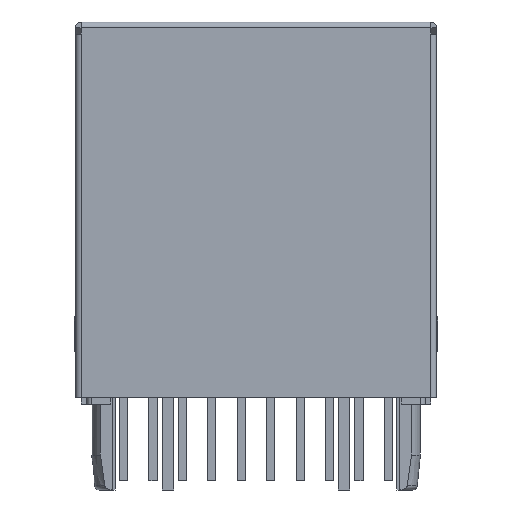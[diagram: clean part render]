
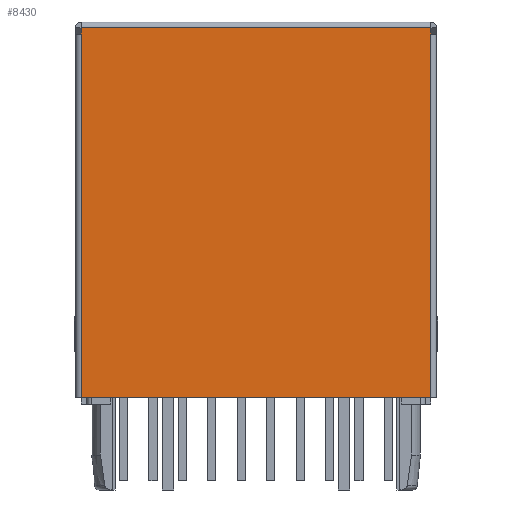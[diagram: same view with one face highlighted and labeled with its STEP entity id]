
A CAD part, front view. The second image highlights one B-rep face of the part: STEP entity #8430.
In plain terms, the highlighted planar face has unit normal (0, -1, 0).
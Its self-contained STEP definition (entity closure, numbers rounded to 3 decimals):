
#33 = ORIENTED_EDGE ( 'NONE', *, *, #4696, .F. ) ;
#233 = CARTESIAN_POINT ( 'NONE',  ( -7.55, -8.25, 7.975 ) ) ;
#589 = EDGE_CURVE ( 'NONE', #13221, #4285, #6168, .T. ) ;
#734 = PLANE ( 'NONE',  #13115 ) ;
#1061 = CARTESIAN_POINT ( 'NONE',  ( -7.55, -8.25, 7.975 ) ) ;
#1392 = CARTESIAN_POINT ( 'NONE',  ( -7.55, -8.25, -7.975 ) ) ;
#1586 = CARTESIAN_POINT ( 'NONE',  ( -7.55, -8.25, -7.975 ) ) ;
#2366 = DIRECTION ( 'NONE',  ( 0., 0., 1. ) ) ;
#2375 = LINE ( 'NONE', #1061, #10485 ) ;
#2823 = VECTOR ( 'NONE', #14111, 1000. ) ;
#2862 = EDGE_CURVE ( 'NONE', #14003, #11358, #9824, .T. ) ;
#2956 = CARTESIAN_POINT ( 'NONE',  ( 7.55, -8.25, -7.975 ) ) ;
#2968 = ORIENTED_EDGE ( 'NONE', *, *, #6373, .F. ) ;
#3918 = ORIENTED_EDGE ( 'NONE', *, *, #9220, .T. ) ;
#3958 = DIRECTION ( 'NONE',  ( -1., 0., 0. ) ) ;
#3959 = CARTESIAN_POINT ( 'NONE',  ( 7.55, -8.25, 7.706 ) ) ;
#4285 = VERTEX_POINT ( 'NONE', #1392 ) ;
#4356 = ORIENTED_EDGE ( 'NONE', *, *, #2862, .F. ) ;
#4620 = CARTESIAN_POINT ( 'NONE',  ( 7.55, -8.25, 7.975 ) ) ;
#4696 = EDGE_CURVE ( 'NONE', #7151, #14003, #10087, .T. ) ;
#5400 = CARTESIAN_POINT ( 'NONE',  ( 7.55, -8.25, 7.706 ) ) ;
#5419 = VECTOR ( 'NONE', #13596, 1000. ) ;
#5709 = DIRECTION ( 'NONE',  ( 0., 0., 1. ) ) ;
#6168 = LINE ( 'NONE', #1586, #12918 ) ;
#6362 = DIRECTION ( 'NONE',  ( 0., 0., -1. ) ) ;
#6373 = EDGE_CURVE ( 'NONE', #14410, #7151, #2375, .T. ) ;
#6448 = VECTOR ( 'NONE', #2366, 1000. ) ;
#6449 = VECTOR ( 'NONE', #6362, 1000. ) ;
#7128 = ORIENTED_EDGE ( 'NONE', *, *, #10991, .F. ) ;
#7151 = VERTEX_POINT ( 'NONE', #13743 ) ;
#7464 = DIRECTION ( 'NONE',  ( 0., -1., 0. ) ) ;
#8348 = CARTESIAN_POINT ( 'NONE',  ( 0., -8.25, 8.225 ) ) ;
#8430 = ADVANCED_FACE ( 'NONE', ( #13995 ), #734, .T. ) ;
#8562 = DIRECTION ( 'NONE',  ( 0., 0., -1. ) ) ;
#9220 = EDGE_CURVE ( 'NONE', #13221, #11358, #9638, .T. ) ;
#9638 = LINE ( 'NONE', #3959, #2823 ) ;
#9824 = LINE ( 'NONE', #2956, #6449 ) ;
#9903 = CARTESIAN_POINT ( 'NONE',  ( -7.55, -8.25, 7.706 ) ) ;
#10087 = LINE ( 'NONE', #4620, #5419 ) ;
#10346 = LINE ( 'NONE', #233, #6448 ) ;
#10485 = VECTOR ( 'NONE', #5709, 1000. ) ;
#10991 = EDGE_CURVE ( 'NONE', #4285, #14410, #10346, .T. ) ;
#11343 = CARTESIAN_POINT ( 'NONE',  ( 7.55, -8.25, -7.975 ) ) ;
#11358 = VERTEX_POINT ( 'NONE', #5400 ) ;
#12163 = EDGE_LOOP ( 'NONE', ( #33, #2968, #7128, #13954, #3918, #4356 ) ) ;
#12860 = CARTESIAN_POINT ( 'NONE',  ( 7.55, -8.25, 7.975 ) ) ;
#12918 = VECTOR ( 'NONE', #3958, 1000. ) ;
#13115 = AXIS2_PLACEMENT_3D ( 'NONE', #8348, #7464, #8562 ) ;
#13221 = VERTEX_POINT ( 'NONE', #11343 ) ;
#13596 = DIRECTION ( 'NONE',  ( 1., 0., 0. ) ) ;
#13743 = CARTESIAN_POINT ( 'NONE',  ( -7.55, -8.25, 7.975 ) ) ;
#13954 = ORIENTED_EDGE ( 'NONE', *, *, #589, .F. ) ;
#13995 = FACE_OUTER_BOUND ( 'NONE', #12163, .T. ) ;
#14003 = VERTEX_POINT ( 'NONE', #12860 ) ;
#14111 = DIRECTION ( 'NONE',  ( 0., 0., 1. ) ) ;
#14410 = VERTEX_POINT ( 'NONE', #9903 ) ;
